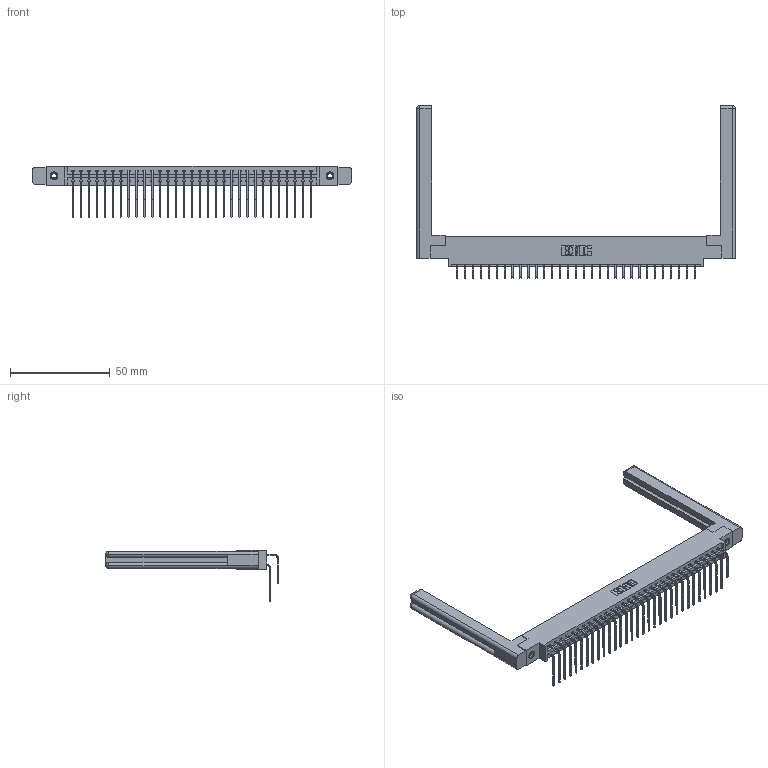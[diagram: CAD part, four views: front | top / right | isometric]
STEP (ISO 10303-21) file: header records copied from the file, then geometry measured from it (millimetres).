
FILE_DESCRIPTION (( 'STEP AP203' ), '1' );
FILE_NAME ('337-062-559-858.STEP', '2019-10-11T23:13:36', ( '' ), ( '' ), 'SwSTEP 2.0', 'SolidWorks 2016', '' );
FILE_SCHEMA (( 'CONFIG_CONTROL_DESIGN' ));
Length unit declared in the file: inch
Products named in the file (6): 337-062-559-858; 345-292-001_558 559 Tail - 1; 337 Part_0.170 Offset - 0.156 Dia-TI; 307-220-058; 345-250-001_345-250-001-102; 345-292-001_559 Tail - 2
Assembly tree (67 placements, depth 2):
  337-062-559-858
    337 Part_0.170 Offset - 0.156 Dia-TI
    345-292-001_558 559 Tail - 1  x31
    345-292-001_559 Tail - 2  x31
    345-250-001_345-250-001-102  x2
    307-220-058  x2
Bounding box: 159.46 x 86.3 x 25.53 mm (x, y, z)
Volume: 24041.4 mm3; surface area: 25948 mm2
Topology: 67 solids, 67 shells, 3732 faces, 11031 edges, 7258 vertices
Faces by surface type: plane 2638, cylinder 1070, cone 12, torus 12
Entity records: 30008 total; most frequent: CARTESIAN_POINT 5120, ORIENTED_EDGE 4944, DIRECTION 4372, EDGE_CURVE 2472, LINE 2256, VECTOR 2256, VERTEX_POINT 1638, AXIS2_PLACEMENT_3D 1058
